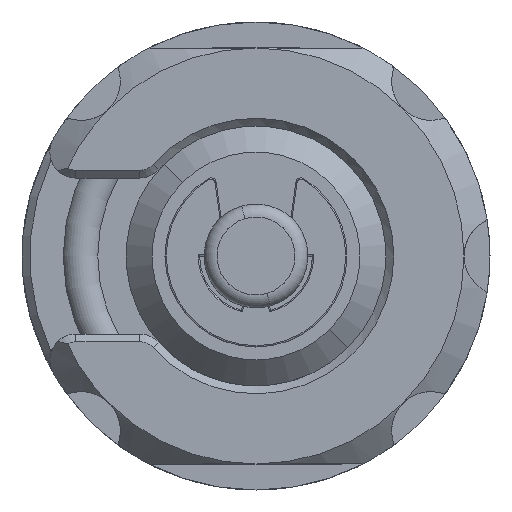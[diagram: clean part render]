
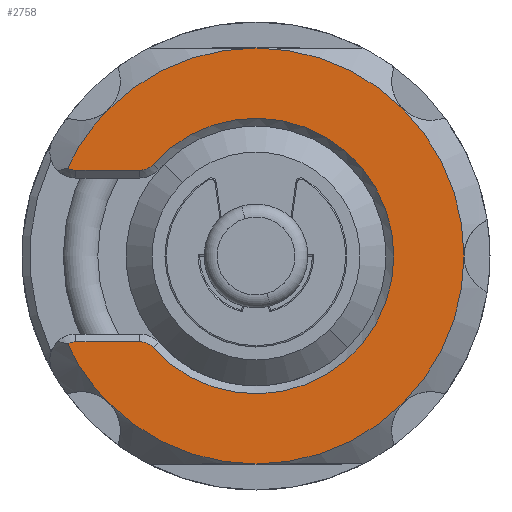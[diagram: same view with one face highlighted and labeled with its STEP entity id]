
A CAD part, front view. The second image highlights one B-rep face of the part: STEP entity #2758.
In plain terms, the highlighted planar face has unit normal (0, -1, 0).
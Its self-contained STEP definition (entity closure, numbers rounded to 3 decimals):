
#7 = EDGE_CURVE ( 'NONE', #1862, #6886, #9682, .T. ) ;
#42 = DIRECTION ( 'NONE',  ( 0., -1., 0. ) ) ;
#261 = VECTOR ( 'NONE', #9677, 1000. ) ;
#558 = DIRECTION ( 'NONE',  ( 0., 1., 0. ) ) ;
#568 = EDGE_CURVE ( 'NONE', #3502, #9150, #9775, .T. ) ;
#675 = ORIENTED_EDGE ( 'NONE', *, *, #8387, .T. ) ;
#683 = EDGE_CURVE ( 'NONE', #9150, #5458, #3865, .T. ) ;
#776 = CARTESIAN_POINT ( 'NONE',  ( 0., -10.652, 8. ) ) ;
#789 = ORIENTED_EDGE ( 'NONE', *, *, #2345, .T. ) ;
#813 = DIRECTION ( 'NONE',  ( 0., -1., 0. ) ) ;
#1081 = CIRCLE ( 'NONE', #1556, 8. ) ;
#1193 = EDGE_LOOP ( 'NONE', ( #789, #8230, #4273, #1458, #6827, #675, #7992, #2657, #2925, #2629, #2358, #6137, #1546, #6037, #3127 ) ) ;
#1214 = CARTESIAN_POINT ( 'NONE',  ( -7.251, -10.652, 3.379 ) ) ;
#1245 = AXIS2_PLACEMENT_3D ( 'NONE', #4760, #6157, #9210 ) ;
#1265 = VERTEX_POINT ( 'NONE', #6960 ) ;
#1390 = CARTESIAN_POINT ( 'NONE',  ( 8., -10.652, 0. ) ) ;
#1391 = DIRECTION ( 'NONE',  ( 0., -1., 0. ) ) ;
#1412 = DIRECTION ( 'NONE',  ( -0.707, 0., 0.707 ) ) ;
#1438 = LINE ( 'NONE', #9076, #8225 ) ;
#1458 = ORIENTED_EDGE ( 'NONE', *, *, #2816, .T. ) ;
#1546 = ORIENTED_EDGE ( 'NONE', *, *, #568, .T. ) ;
#1556 = AXIS2_PLACEMENT_3D ( 'NONE', #2353, #9148, #5340 ) ;
#1648 = CARTESIAN_POINT ( 'NONE',  ( 5.657, -10.652, 5.657 ) ) ;
#1703 = EDGE_CURVE ( 'NONE', #8066, #4059, #2866, .T. ) ;
#1795 = LINE ( 'NONE', #4839, #261 ) ;
#1862 = VERTEX_POINT ( 'NONE', #1214 ) ;
#2057 = DIRECTION ( 'NONE',  ( 0., -1., 0. ) ) ;
#2080 = CARTESIAN_POINT ( 'NONE',  ( -4.472, -10.652, 3.3 ) ) ;
#2281 = EDGE_CURVE ( 'NONE', #6886, #3502, #1795, .T. ) ;
#2345 = EDGE_CURVE ( 'NONE', #6854, #9003, #1438, .T. ) ;
#2353 = CARTESIAN_POINT ( 'NONE',  ( 0., -10.652, 0. ) ) ;
#2358 = ORIENTED_EDGE ( 'NONE', *, *, #7, .T. ) ;
#2412 = CARTESIAN_POINT ( 'NONE',  ( -7.251, -10.652, -3.379 ) ) ;
#2629 = ORIENTED_EDGE ( 'NONE', *, *, #9037, .T. ) ;
#2657 = ORIENTED_EDGE ( 'NONE', *, *, #8354, .T. ) ;
#2758 = ADVANCED_FACE ( 'NONE', ( #3002 ), #5147, .T. ) ;
#2793 = EDGE_CURVE ( 'NONE', #9524, #1265, #7744, .T. ) ;
#2808 = AXIS2_PLACEMENT_3D ( 'NONE', #8895, #2057, #5289 ) ;
#2816 = EDGE_CURVE ( 'NONE', #4059, #7555, #4883, .T. ) ;
#2866 = CIRCLE ( 'NONE', #8444, 8. ) ;
#2881 = DIRECTION ( 'NONE',  ( -1., 0., 0. ) ) ;
#2925 = ORIENTED_EDGE ( 'NONE', *, *, #2793, .T. ) ;
#3002 = FACE_OUTER_BOUND ( 'NONE', #1193, .T. ) ;
#3030 = CIRCLE ( 'NONE', #9735, 0.7 ) ;
#3127 = ORIENTED_EDGE ( 'NONE', *, *, #4190, .T. ) ;
#3182 = CIRCLE ( 'NONE', #3675, 0.7 ) ;
#3354 = DIRECTION ( 'NONE',  ( -1., 0., 0. ) ) ;
#3502 = VERTEX_POINT ( 'NONE', #2080 ) ;
#3675 = AXIS2_PLACEMENT_3D ( 'NONE', #6203, #5399, #6007 ) ;
#3707 = CARTESIAN_POINT ( 'NONE',  ( -3.95, -10.652, -3.533 ) ) ;
#3795 = CARTESIAN_POINT ( 'NONE',  ( 0., -10.652, -8. ) ) ;
#3853 = DIRECTION ( 'NONE',  ( -0.707, 0., 0.707 ) ) ;
#3865 = CIRCLE ( 'NONE', #9452, 5.3 ) ;
#3886 = VERTEX_POINT ( 'NONE', #8811 ) ;
#3995 = EDGE_CURVE ( 'NONE', #9003, #8066, #3182, .T. ) ;
#4044 = DIRECTION ( 'NONE',  ( -0.707, 0., 0.707 ) ) ;
#4059 = VERTEX_POINT ( 'NONE', #8495 ) ;
#4103 = CIRCLE ( 'NONE', #4585, 8. ) ;
#4190 = EDGE_CURVE ( 'NONE', #5458, #6854, #3030, .T. ) ;
#4263 = CIRCLE ( 'NONE', #1245, 8. ) ;
#4273 = ORIENTED_EDGE ( 'NONE', *, *, #1703, .T. ) ;
#4491 = CARTESIAN_POINT ( 'NONE',  ( 0., -10.652, 0. ) ) ;
#4517 = CARTESIAN_POINT ( 'NONE',  ( -6.928, -10.652, 4. ) ) ;
#4536 = CARTESIAN_POINT ( 'NONE',  ( 0., -10.652, 0. ) ) ;
#4585 = AXIS2_PLACEMENT_3D ( 'NONE', #4602, #813, #3853 ) ;
#4602 = CARTESIAN_POINT ( 'NONE',  ( 0., -10.652, 0. ) ) ;
#4759 = DIRECTION ( 'NONE',  ( 0., -1., 0. ) ) ;
#4760 = CARTESIAN_POINT ( 'NONE',  ( 0., -10.652, 0. ) ) ;
#4839 = CARTESIAN_POINT ( 'NONE',  ( -4.472, -10.652, 3.3 ) ) ;
#4851 = DIRECTION ( 'NONE',  ( -0.707, 0., 0.707 ) ) ;
#4883 = CIRCLE ( 'NONE', #8708, 8. ) ;
#4896 = AXIS2_PLACEMENT_3D ( 'NONE', #4517, #42, #2881 ) ;
#4991 = CARTESIAN_POINT ( 'NONE',  ( 0., -10.652, 0. ) ) ;
#5078 = AXIS2_PLACEMENT_3D ( 'NONE', #5175, #1391, #9782 ) ;
#5096 = DIRECTION ( 'NONE',  ( 0., -1., 0. ) ) ;
#5147 = PLANE ( 'NONE',  #2808 ) ;
#5175 = CARTESIAN_POINT ( 'NONE',  ( 0., -10.652, 0. ) ) ;
#5230 = CIRCLE ( 'NONE', #7142, 8. ) ;
#5289 = DIRECTION ( 'NONE',  ( -0.707, 0., 0.707 ) ) ;
#5340 = DIRECTION ( 'NONE',  ( -0.707, 0., 0.707 ) ) ;
#5354 = AXIS2_PLACEMENT_3D ( 'NONE', #4536, #8243, #1412 ) ;
#5399 = DIRECTION ( 'NONE',  ( 0., -1., 0. ) ) ;
#5458 = VERTEX_POINT ( 'NONE', #3707 ) ;
#5501 = CARTESIAN_POINT ( 'NONE',  ( 0., -10.652, 0. ) ) ;
#5780 = CARTESIAN_POINT ( 'NONE',  ( -6.928, -10.652, -3.3 ) ) ;
#6007 = DIRECTION ( 'NONE',  ( -1., 0., 0. ) ) ;
#6037 = ORIENTED_EDGE ( 'NONE', *, *, #683, .T. ) ;
#6137 = ORIENTED_EDGE ( 'NONE', *, *, #2281, .T. ) ;
#6157 = DIRECTION ( 'NONE',  ( 0., -1., 0. ) ) ;
#6203 = CARTESIAN_POINT ( 'NONE',  ( -6.928, -10.652, -4. ) ) ;
#6392 = CARTESIAN_POINT ( 'NONE',  ( -4.472, -10.652, 4. ) ) ;
#6827 = ORIENTED_EDGE ( 'NONE', *, *, #7042, .T. ) ;
#6854 = VERTEX_POINT ( 'NONE', #9063 ) ;
#6868 = DIRECTION ( 'NONE',  ( -1., 0., 0. ) ) ;
#6886 = VERTEX_POINT ( 'NONE', #9810 ) ;
#6960 = CARTESIAN_POINT ( 'NONE',  ( -5.657, -10.652, 5.657 ) ) ;
#6962 = CARTESIAN_POINT ( 'NONE',  ( -3.95, -10.652, 3.533 ) ) ;
#7042 = EDGE_CURVE ( 'NONE', #7555, #3886, #4263, .T. ) ;
#7142 = AXIS2_PLACEMENT_3D ( 'NONE', #4991, #8032, #4044 ) ;
#7217 = AXIS2_PLACEMENT_3D ( 'NONE', #6392, #9394, #8684 ) ;
#7490 = DIRECTION ( 'NONE',  ( -1., 0., 0. ) ) ;
#7543 = DIRECTION ( 'NONE',  ( -0.707, 0., 0.707 ) ) ;
#7555 = VERTEX_POINT ( 'NONE', #3795 ) ;
#7744 = CIRCLE ( 'NONE', #5354, 8. ) ;
#7802 = CARTESIAN_POINT ( 'NONE',  ( -4.472, -10.652, -4. ) ) ;
#7992 = ORIENTED_EDGE ( 'NONE', *, *, #8525, .T. ) ;
#8015 = VERTEX_POINT ( 'NONE', #1390 ) ;
#8032 = DIRECTION ( 'NONE',  ( 0., -1., 0. ) ) ;
#8066 = VERTEX_POINT ( 'NONE', #2412 ) ;
#8225 = VECTOR ( 'NONE', #6868, 1000. ) ;
#8230 = ORIENTED_EDGE ( 'NONE', *, *, #3995, .T. ) ;
#8243 = DIRECTION ( 'NONE',  ( 0., -1., 0. ) ) ;
#8354 = EDGE_CURVE ( 'NONE', #8385, #9524, #1081, .T. ) ;
#8385 = VERTEX_POINT ( 'NONE', #1648 ) ;
#8387 = EDGE_CURVE ( 'NONE', #3886, #8015, #4103, .T. ) ;
#8444 = AXIS2_PLACEMENT_3D ( 'NONE', #5501, #4759, #4851 ) ;
#8495 = CARTESIAN_POINT ( 'NONE',  ( -5.657, -10.652, -5.657 ) ) ;
#8525 = EDGE_CURVE ( 'NONE', #8015, #8385, #5230, .T. ) ;
#8684 = DIRECTION ( 'NONE',  ( -1., 0., 0. ) ) ;
#8708 = AXIS2_PLACEMENT_3D ( 'NONE', #4491, #5096, #7543 ) ;
#8811 = CARTESIAN_POINT ( 'NONE',  ( 5.657, -10.652, -5.657 ) ) ;
#8895 = CARTESIAN_POINT ( 'NONE',  ( 0., -10.652, 0. ) ) ;
#8984 = CARTESIAN_POINT ( 'NONE',  ( 0., -10.652, 0. ) ) ;
#9003 = VERTEX_POINT ( 'NONE', #5780 ) ;
#9037 = EDGE_CURVE ( 'NONE', #1265, #1862, #9228, .T. ) ;
#9063 = CARTESIAN_POINT ( 'NONE',  ( -4.472, -10.652, -3.3 ) ) ;
#9076 = CARTESIAN_POINT ( 'NONE',  ( -6.928, -10.652, -3.3 ) ) ;
#9148 = DIRECTION ( 'NONE',  ( 0., -1., 0. ) ) ;
#9150 = VERTEX_POINT ( 'NONE', #6962 ) ;
#9210 = DIRECTION ( 'NONE',  ( -0.707, 0., 0.707 ) ) ;
#9228 = CIRCLE ( 'NONE', #5078, 8. ) ;
#9394 = DIRECTION ( 'NONE',  ( 0., -1., 0. ) ) ;
#9452 = AXIS2_PLACEMENT_3D ( 'NONE', #8984, #558, #7490 ) ;
#9453 = DIRECTION ( 'NONE',  ( 0., -1., 0. ) ) ;
#9524 = VERTEX_POINT ( 'NONE', #776 ) ;
#9677 = DIRECTION ( 'NONE',  ( 1., 0., 0. ) ) ;
#9682 = CIRCLE ( 'NONE', #4896, 0.7 ) ;
#9735 = AXIS2_PLACEMENT_3D ( 'NONE', #7802, #9453, #3354 ) ;
#9775 = CIRCLE ( 'NONE', #7217, 0.7 ) ;
#9782 = DIRECTION ( 'NONE',  ( -0.707, 0., 0.707 ) ) ;
#9810 = CARTESIAN_POINT ( 'NONE',  ( -6.928, -10.652, 3.3 ) ) ;
